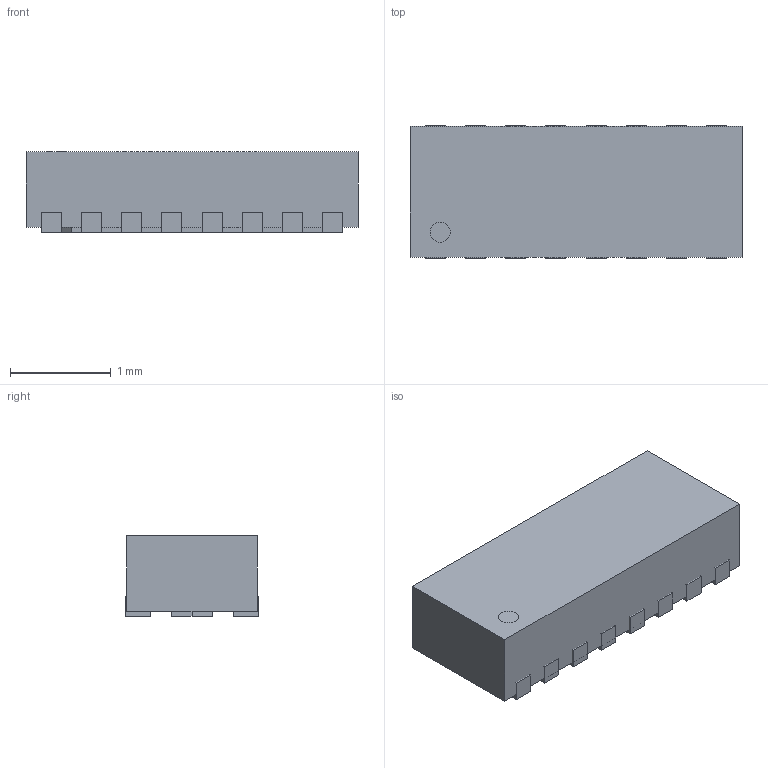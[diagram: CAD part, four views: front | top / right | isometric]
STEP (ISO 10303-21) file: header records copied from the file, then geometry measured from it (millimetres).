
FILE_DESCRIPTION (( 'STEP AP214' ), '1' );
FILE_NAME ('User Library-R-PWSON-N16.STEP', '2019-11-27T15:53:24', ( '' ), ( '' ), 'SwSTEP 2.0', 'SolidWorks 2019', '' );
FILE_SCHEMA (( 'AUTOMOTIVE_DESIGN' ));
Length unit declared in the file: millimetre
Products named in the file (5): Cylinder; Compound002; Pad; User Library-R-PWSON-N16; Pad001
Assembly tree (4 placements, depth 2):
  User Library-R-PWSON-N16
    Pad
    Cylinder
    Pad001
    Compound002
Bounding box: 3.3 x 1.32 x 0.8 mm (x, y, z)
Volume: 3.6 mm3; surface area: 23.5 mm2
Topology: 19 solids, 19 shells, 113 faces, 225 edges, 150 vertices
Faces by surface type: plane 111, cylinder 2
Entity records: 4439 total; most frequent: CARTESIAN_POINT 495, DIRECTION 469, ORIENTED_EDGE 450, EDGE_CURVE 225, LINE 221, VECTOR 221, VERTEX_POINT 150, UNCERTAINTY_MEASURE_WITH_UNIT 141
